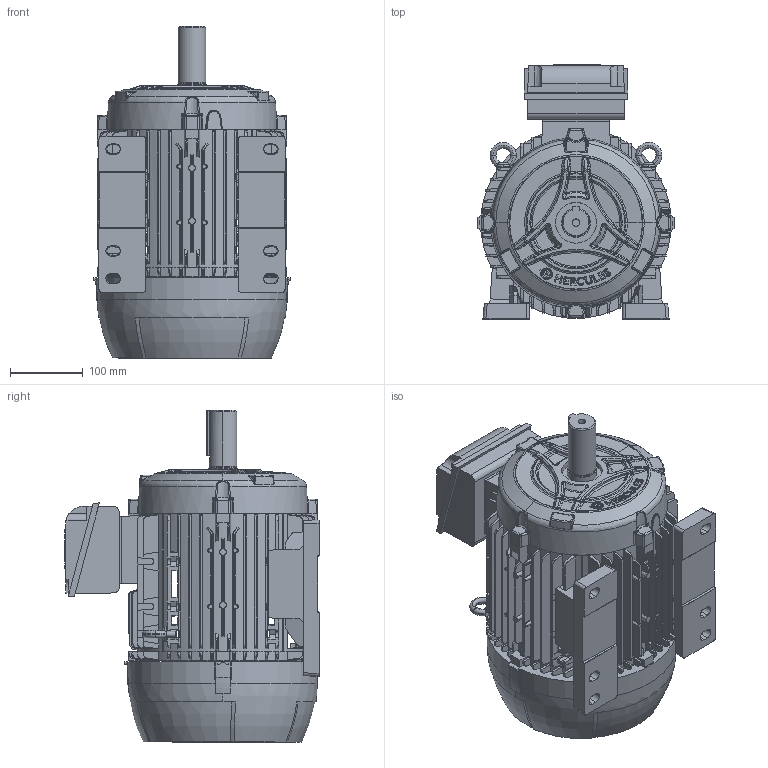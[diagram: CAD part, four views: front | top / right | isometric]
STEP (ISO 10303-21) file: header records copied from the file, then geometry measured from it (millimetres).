
FILE_DESCRIPTION (( 'STEP AP203' ), '1' );
FILE_NAME ('132S_CP_ST_TOP.STEP', '2022-07-26T20:08:00', ( '' ), ( '' ), 'SwSTEP 2.0', 'SolidWorks 2020', '' );
FILE_SCHEMA (( 'CONFIG_CONTROL_DESIGN' ));
Length unit declared in the file: millimetre
Products named in the file (1): 132S_CP_ST_TOP
Bounding box: 269.8 x 349.14 x 456 mm (x, y, z)
Surface area: 872585.4 mm2 (no closed solid volume)
Topology: 0 solids, 32 shells, 2508 faces, 7498 edges, 4995 vertices
Faces by surface type: plane 1240, bspline 467, cone 395, cylinder 202, torus 158, sphere 46
Entity records: 105656 total; most frequent: CARTESIAN_POINT 45204, ORIENTED_EDGE 13352, DIRECTION 10593, EDGE_CURVE 7490, VERTEX_POINT 4995, AXIS2_PLACEMENT_3D 3711, LINE 3171, VECTOR 3171
